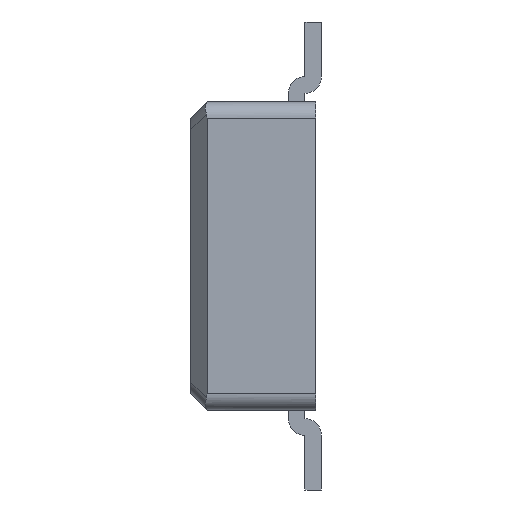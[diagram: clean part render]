
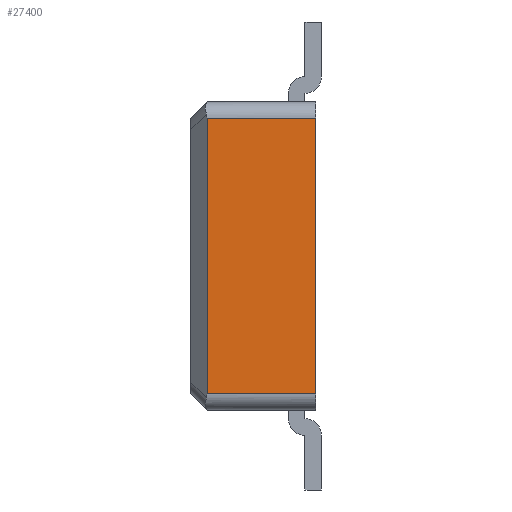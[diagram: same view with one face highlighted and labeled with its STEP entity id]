
A CAD part, left-side view. The second image highlights one B-rep face of the part: STEP entity #27400.
In plain terms, the highlighted planar face has unit normal (-1, 0, 0).
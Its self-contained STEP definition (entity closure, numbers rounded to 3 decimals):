
#679=DIRECTION('',(0.,0.,1.));
#680=VECTOR('',#679,2.53);
#681=CARTESIAN_POINT('',(-4.475,-0.575,-1.265));
#682=LINE('',#681,#680);
#6162=DIRECTION('',(0.,-1.,0.));
#6163=VECTOR('',#6162,1.);
#6164=CARTESIAN_POINT('',(-4.475,0.425,1.265));
#6165=LINE('',#6164,#6163);
#6183=CARTESIAN_POINT('',(-4.475,0.425,-1.265));
#6185=DIRECTION('',(0.,1.,0.));
#6186=VECTOR('',#6185,1.);
#6187=CARTESIAN_POINT('',(-4.475,-0.575,-1.265));
#6188=LINE('',#6187,#6186);
#6228=DIRECTION('',(0.,0.,1.));
#6229=VECTOR('',#6228,2.53);
#6230=CARTESIAN_POINT('',(-4.475,0.425,-1.265));
#6231=LINE('',#6230,#6229);
#15794=CARTESIAN_POINT('',(-4.475,-0.575,1.265));
#15795=VERTEX_POINT('',#15794);
#15796=CARTESIAN_POINT('',(-4.475,0.425,1.265));
#15797=VERTEX_POINT('',#15796);
#15799=CARTESIAN_POINT('',(-4.475,-0.575,-1.265));
#15801=VERTEX_POINT('',#15799);
#15806=VERTEX_POINT('',#6183);
#27387=CARTESIAN_POINT('',(-4.475,0.575,-1.415));
#27388=DIRECTION('',(-1.,0.,0.));
#27389=DIRECTION('',(0.,-1.,0.));
#27390=AXIS2_PLACEMENT_3D('',#27387,#27388,#27389);
#27391=PLANE('',#27390);
#27392=ORIENTED_EDGE('',*,*,#27376,.T.);
#27393=ORIENTED_EDGE('',*,*,#20665,.F.);
#27395=ORIENTED_EDGE('',*,*,#27394,.T.);
#27397=ORIENTED_EDGE('',*,*,#27396,.T.);
#27398=EDGE_LOOP('',(#27392,#27393,#27395,#27397));
#27399=FACE_OUTER_BOUND('',#27398,.F.);
#27400=ADVANCED_FACE('',(#27399),#27391,.T.);
#20665=EDGE_CURVE('',#15801,#15795,#682,.T.);
#27376=EDGE_CURVE('',#15797,#15795,#6165,.T.);
#27394=EDGE_CURVE('',#15801,#15806,#6188,.T.);
#27396=EDGE_CURVE('',#15806,#15797,#6231,.T.);
